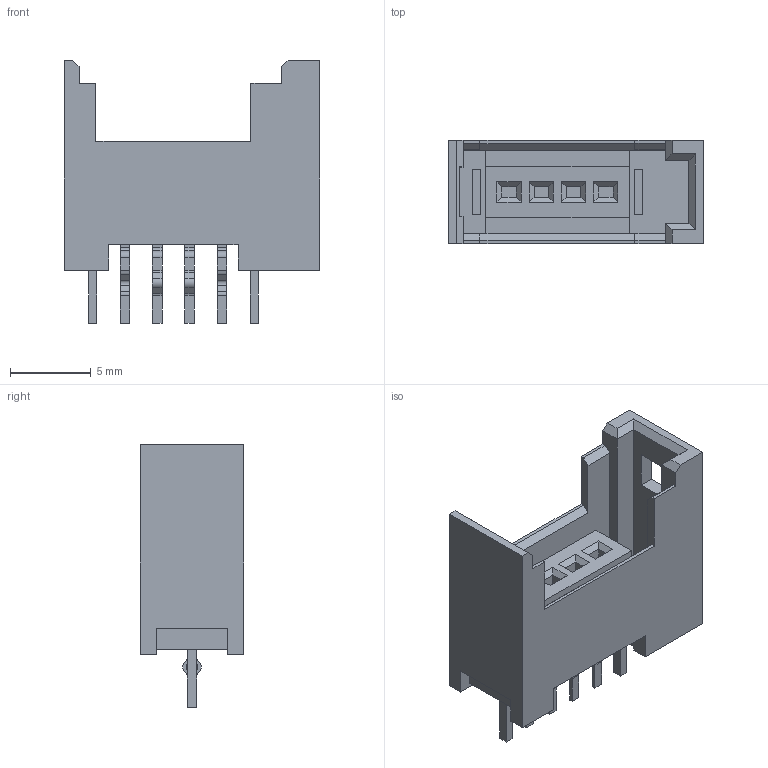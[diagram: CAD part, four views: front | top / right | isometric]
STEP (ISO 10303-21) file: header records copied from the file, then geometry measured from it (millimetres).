
FILE_DESCRIPTION((''),'2;1');
FILE_NAME('C-1473565-04-3','2007-10-10T',('workeradm'),('Tyco Electronics Corporation'),'PRO/ENGINEER BY PARAMETRIC TECHNOLOGY CORPORATION, 2005450','PRO/ENGINEER BY PARAMETRIC TECHNOLOGY CORPORATION, 2005450','');
FILE_SCHEMA(('CONFIG_CONTROL_DESIGN', 'GEOMETRIC_VALIDATION_PROPERTIES_MIM'));
Length unit declared in the file: millimetre
Products named in the file (1): C-1473565-04-3
Bounding box: 15.8 x 6.4 x 16.29 mm (x, y, z)
Volume: 497.2 mm3; surface area: 1163.6 mm2
Topology: 1 solids, 1 shells, 226 faces, 616 edges, 404 vertices
Faces by surface type: plane 186, cylinder 40
Entity records: 7173 total; most frequent: CARTESIAN_POINT 1247, ORIENTED_EDGE 1232, DIRECTION 1148, EDGE_CURVE 616, VECTOR 536, LINE 536, VERTEX_POINT 404, AXIS2_PLACEMENT_3D 306
